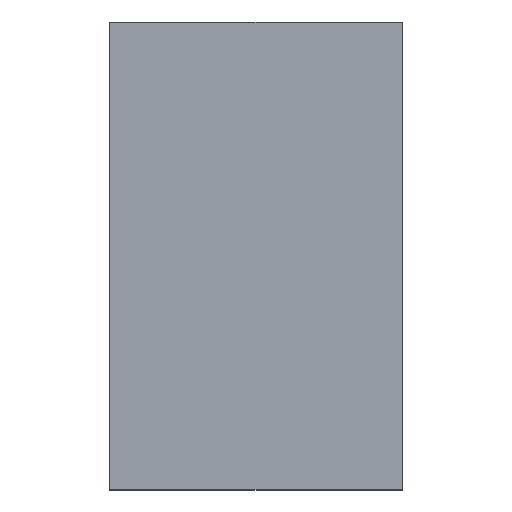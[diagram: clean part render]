
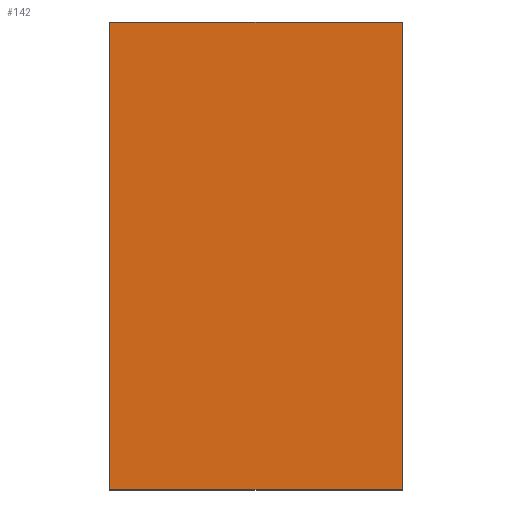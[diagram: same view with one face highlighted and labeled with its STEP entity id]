
A CAD part, top view. The second image highlights one B-rep face of the part: STEP entity #142.
In plain terms, the highlighted planar face has unit normal (0, 0, 1).
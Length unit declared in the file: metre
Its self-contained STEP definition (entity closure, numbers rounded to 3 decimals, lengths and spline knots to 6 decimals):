
#36=ORIENTED_EDGE('',*,*,#52,.F.);
#37=ORIENTED_EDGE('',*,*,#56,.T.);
#38=ORIENTED_EDGE('',*,*,#59,.T.);
#39=ORIENTED_EDGE('',*,*,#63,.F.);
#52=EDGE_CURVE('',#68,#69,#80,.T.);
#56=EDGE_CURVE('',#68,#71,#84,.T.);
#59=EDGE_CURVE('',#71,#73,#87,.T.);
#63=EDGE_CURVE('',#69,#73,#89,.T.);
#68=VERTEX_POINT('',#223);
#69=VERTEX_POINT('',#225);
#71=VERTEX_POINT('',#231);
#73=VERTEX_POINT('',#237);
#80=LINE('',#224,#92);
#84=LINE('',#232,#96);
#87=LINE('',#238,#99);
#89=LINE('',#245,#101);
#92=VECTOR('',#181,1.);
#96=VECTOR('',#187,1.);
#99=VECTOR('',#192,1.);
#101=VECTOR('',#200,1.);
#108=EDGE_LOOP('',(#36,#37,#38,#39));
#122=FACE_BOUND('',#108,.T.);
#134=PLANE('',#167);
#142=ADVANCED_FACE('',(#122),#134,.T.);
#167=AXIS2_PLACEMENT_3D('',#246,#201,#202);
#181=DIRECTION('',(1.,0.,0.));
#187=DIRECTION('',(0.,-1.,0.));
#192=DIRECTION('',(1.,0.,0.));
#200=DIRECTION('',(0.,-1.,0.));
#201=DIRECTION('',(0.,0.,1.));
#202=DIRECTION('',(1.,0.,0.));
#223=CARTESIAN_POINT('',(0.03298,0.04868,0.015));
#224=CARTESIAN_POINT('',(0.05798,0.04868,0.015));
#225=CARTESIAN_POINT('',(0.08298,0.04868,0.015));
#231=CARTESIAN_POINT('',(0.03298,-0.03132,0.015));
#232=CARTESIAN_POINT('',(0.03298,0.00868,0.015));
#237=CARTESIAN_POINT('',(0.08298,-0.03132,0.015));
#238=CARTESIAN_POINT('',(0.05798,-0.03132,0.015));
#245=CARTESIAN_POINT('',(0.08298,0.00868,0.015));
#246=CARTESIAN_POINT('',(0.05798,0.00868,0.015));
